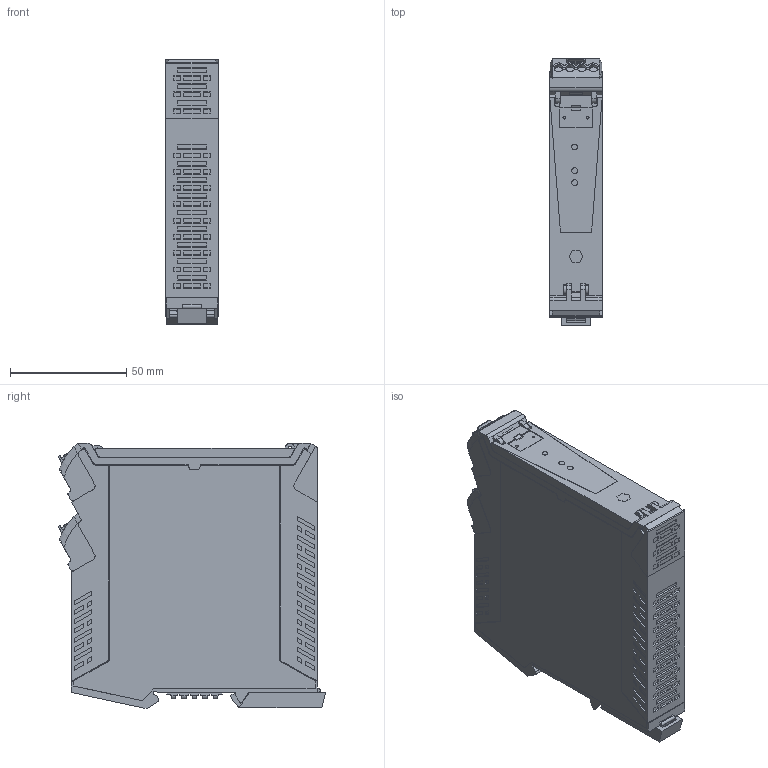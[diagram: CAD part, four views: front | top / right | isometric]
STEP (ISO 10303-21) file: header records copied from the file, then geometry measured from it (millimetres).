
FILE_DESCRIPTION(('CATIA V5 STEP Exchange','CAx-IF Rec.Pracs.--- Model Styling and Organization---1.4--- 2014-01-23'),'2;1');
FILE_NAME ('6265285_15', '2019-01-18T07:29:58+00:00', ('none'), ('Weidmueller'), 'CATIA Version 5-6 Release 2016 SP3 HF44', 'CATIA V5 STEP AP214', 'none');
FILE_SCHEMA(('AUTOMOTIVE_DESIGN { 1 0 10303 214 1 1 1 1 }'));
Products named in the file (1): 8965500000
Bounding box: 22.5 x 114.89 x 114.09 mm (x, y, z)
Volume: 255622.3 mm3; surface area: 52075.5 mm2
Topology: 19 solids, 19 shells, 1677 faces, 4806 edges, 3313 vertices
Faces by surface type: plane 1380, cylinder 245, extrusion 32, revolution 8, sphere 8, bspline 4
Entity records: 53137 total; most frequent: CARTESIAN_POINT 11302, ORIENTED_EDGE 9600, DIRECTION 6030, EDGE_CURVE 4800, VECTOR 3768, LINE 3736, VERTEX_POINT 3313, EDGE_LOOP 1853
